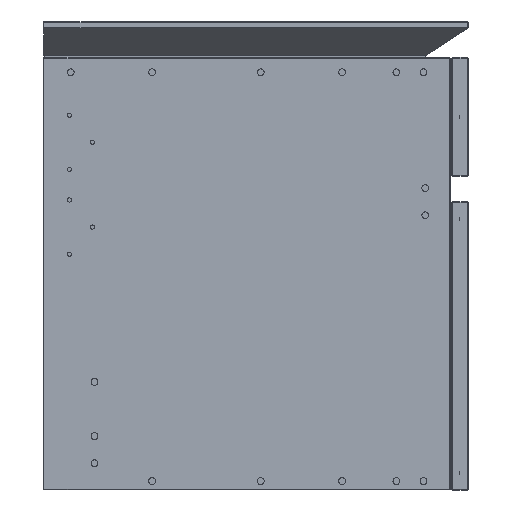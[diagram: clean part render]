
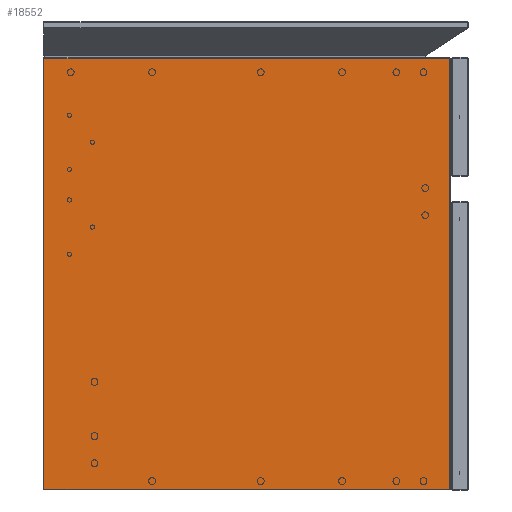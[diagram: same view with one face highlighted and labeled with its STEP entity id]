
A CAD part, left-side view. The second image highlights one B-rep face of the part: STEP entity #18552.
In plain terms, the highlighted planar face has unit normal (-1, 0, 0).
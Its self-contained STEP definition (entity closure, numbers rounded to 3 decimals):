
#18457=CARTESIAN_POINT('',(5435.594,18095.03,-0.8));
#18458=VERTEX_POINT('',#18457);
#18465=CARTESIAN_POINT('',(5435.594,17616.83,-0.8));
#18466=VERTEX_POINT('',#18465);
#18467=CARTESIAN_POINT('',(5435.594,18095.03,-0.8));
#18468=DIRECTION('',(0.0,-1.0,0.0));
#18469=VECTOR('',#18468,478.2);
#18470=LINE('',#18467,#18469);
#18471=EDGE_CURVE('',#18458,#18466,#18470,.T.);
#18488=CARTESIAN_POINT('',(5435.594,17616.83,-509.2));
#18489=VERTEX_POINT('',#18488);
#18490=CARTESIAN_POINT('',(5435.594,17616.83,-0.8));
#18491=DIRECTION('',(0.0,0.0,-1.0));
#18492=VECTOR('',#18491,508.4);
#18493=LINE('',#18490,#18492);
#18494=EDGE_CURVE('',#18466,#18489,#18493,.T.);
#18529=CARTESIAN_POINT('',(5435.594,17855.93,-0.799));
#18530=DIRECTION('',(-1.0,0.0,0.0));
#18531=DIRECTION('',(0.0,0.0,1.0));
#18532=AXIS2_PLACEMENT_3D('',#18529,#18530,#18531);
#18533=PLANE('',#18532);
#18534=ORIENTED_EDGE('',*,*,#18471,.F.);
#18535=CARTESIAN_POINT('',(5435.594,18095.03,-509.2));
#18536=VERTEX_POINT('',#18535);
#18537=CARTESIAN_POINT('',(5435.594,18095.03,-509.2));
#18538=DIRECTION('',(0.0,0.0,1.0));
#18539=VECTOR('',#18538,508.4);
#18540=LINE('',#18537,#18539);
#18541=EDGE_CURVE('',#18536,#18458,#18540,.T.);
#18542=ORIENTED_EDGE('',*,*,#18541,.F.);
#18543=CARTESIAN_POINT('',(5435.594,17616.83,-509.2));
#18544=DIRECTION('',(0.0,1.0,0.0));
#18545=VECTOR('',#18544,478.2);
#18546=LINE('',#18543,#18545);
#18547=EDGE_CURVE('',#18489,#18536,#18546,.T.);
#18548=ORIENTED_EDGE('',*,*,#18547,.F.);
#18549=ORIENTED_EDGE('',*,*,#18494,.F.);
#18550=EDGE_LOOP('',(#18534,#18542,#18548,#18549));
#18551=FACE_OUTER_BOUND('',#18550,.T.);
#18552=ADVANCED_FACE('',(#18551),#18533,.T.);
